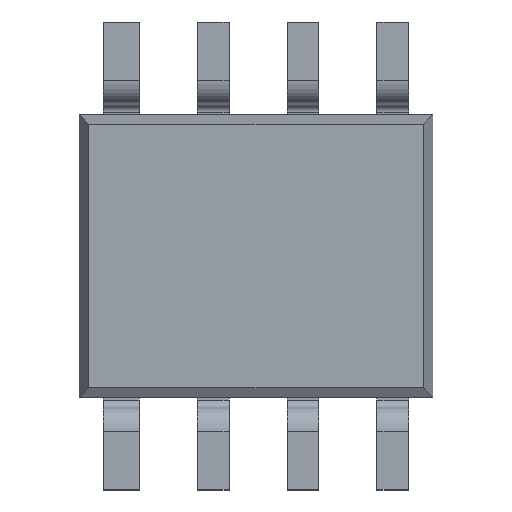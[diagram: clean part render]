
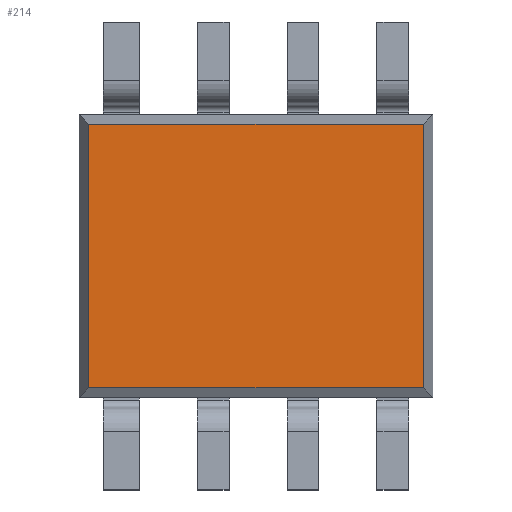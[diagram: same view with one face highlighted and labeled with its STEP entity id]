
A CAD part, top view. The second image highlights one B-rep face of the part: STEP entity #214.
In plain terms, the highlighted planar face has unit normal (0, 0, 1).
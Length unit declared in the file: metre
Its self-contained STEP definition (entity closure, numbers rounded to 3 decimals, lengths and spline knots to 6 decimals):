
#214 = ADVANCED_FACE( '', ( #530 ), #531, .F. );
#530 = FACE_OUTER_BOUND( '', #955, .T. );
#531 = PLANE( '', #956 );
#955 = EDGE_LOOP( '', ( #1509, #1510, #1511, #1512 ) );
#956 = AXIS2_PLACEMENT_3D( '', #1513, #1514, #1515 );
#1509 = ORIENTED_EDGE( '', *, *, #2634, .T. );
#1510 = ORIENTED_EDGE( '', *, *, #2635, .T. );
#1511 = ORIENTED_EDGE( '', *, *, #2636, .T. );
#1512 = ORIENTED_EDGE( '', *, *, #2637, .T. );
#1513 = CARTESIAN_POINT( '', ( -0.00034, -0.000138, -0.001058 ) );
#1514 = DIRECTION( '', ( 0., 0., -1. ) );
#1515 = DIRECTION( '', ( 0., 1., 0. ) );
#2634 = EDGE_CURVE( '', #3197, #3198, #3199, .T. );
#2635 = EDGE_CURVE( '', #3198, #3200, #3201, .T. );
#2636 = EDGE_CURVE( '', #3200, #3202, #3203, .T. );
#2637 = EDGE_CURVE( '', #3202, #3197, #3204, .T. );
#3197 = VERTEX_POINT( '', #3955 );
#3198 = VERTEX_POINT( '', #3956 );
#3199 = LINE( '', #3957, #3958 );
#3200 = VERTEX_POINT( '', #3959 );
#3201 = LINE( '', #3960, #3961 );
#3202 = VERTEX_POINT( '', #3962 );
#3203 = LINE( '', #3963, #3964 );
#3204 = LINE( '', #3965, #3966 );
#3955 = CARTESIAN_POINT( '', ( -0.000206, -0.004004, -0.001058 ) );
#3956 = CARTESIAN_POINT( '', ( 0.004526, -0.004004, -0.001058 ) );
#3957 = CARTESIAN_POINT( '', ( 0.00466, -0.004004, -0.001058 ) );
#3958 = VECTOR( '', #4752, 1. );
#3959 = CARTESIAN_POINT( '', ( 0.004526, -0.000272, -0.001058 ) );
#3960 = CARTESIAN_POINT( '', ( 0.004526, -0.000138, -0.001058 ) );
#3961 = VECTOR( '', #4753, 1. );
#3962 = CARTESIAN_POINT( '', ( -0.000206, -0.000272, -0.001058 ) );
#3963 = CARTESIAN_POINT( '', ( -0.00034, -0.000272, -0.001058 ) );
#3964 = VECTOR( '', #4754, 1. );
#3965 = CARTESIAN_POINT( '', ( -0.000206, -0.004138, -0.001058 ) );
#3966 = VECTOR( '', #4755, 1. );
#4752 = DIRECTION( '', ( 1., 0., 0. ) );
#4753 = DIRECTION( '', ( 0., 1., 0. ) );
#4754 = DIRECTION( '', ( -1., 0., 0. ) );
#4755 = DIRECTION( '', ( 0., -1., 0. ) );
